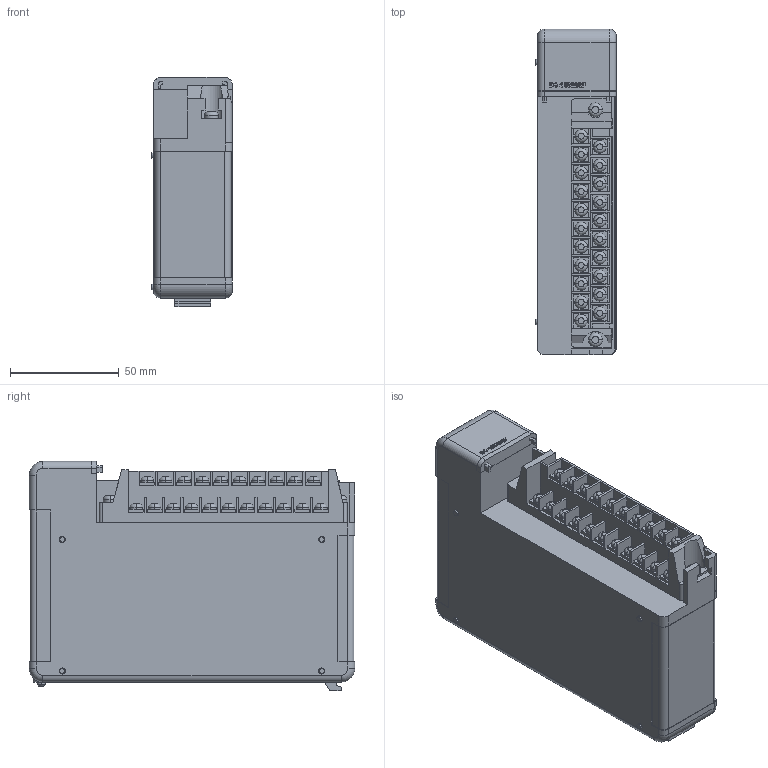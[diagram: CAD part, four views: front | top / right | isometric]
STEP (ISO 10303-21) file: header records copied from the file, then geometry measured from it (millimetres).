
FILE_DESCRIPTION (( 'STEP AP214' ), '1' );
FILE_NAME ('D4-16ND2F.step', '2014-09-23T18:03:08', ( '' ), ( '' ), 'SwSTEP 2.0', 'SolidWorks 2014', '' );
FILE_SCHEMA (( 'AUTOMOTIVE_DESIGN' ));
Length unit declared in the file: inch
Products named in the file (1): D4-16ND2F
Bounding box: 36.96 x 149.99 x 105.56 mm (x, y, z)
Volume: 450851.4 mm3; surface area: 56021.3 mm2
Topology: 15 solids, 15 shells, 617 faces, 1537 edges, 1004 vertices
Faces by surface type: plane 426, cylinder 86, torus 54, bspline 41, cone 10
Entity records: 25285 total; most frequent: CARTESIAN_POINT 5514, ORIENTED_EDGE 3074, DIRECTION 2890, EDGE_CURVE 1537, VECTOR 1160, LINE 1160, VERTEX_POINT 1004, AXIS2_PLACEMENT_3D 865
